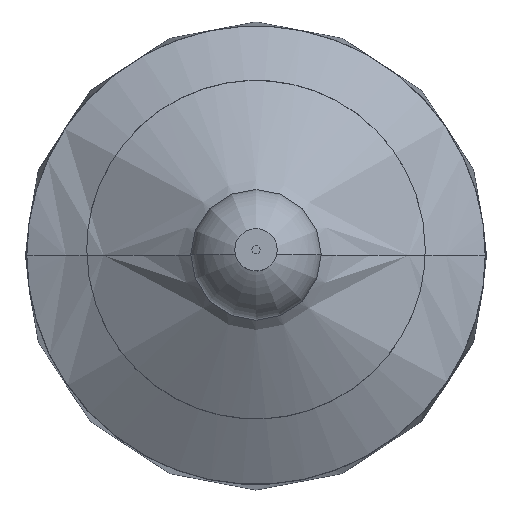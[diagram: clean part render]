
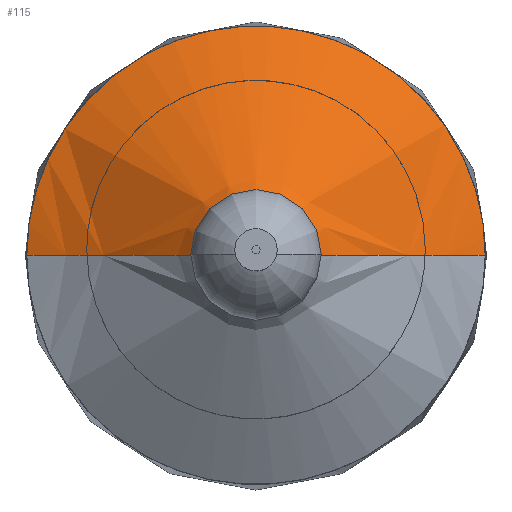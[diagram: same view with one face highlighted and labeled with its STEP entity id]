
A CAD part, top view. The second image highlights one B-rep face of the part: STEP entity #115.
In plain terms, the highlighted free-form (B-spline) face has degree [3, 2] with [7, 5] control points.
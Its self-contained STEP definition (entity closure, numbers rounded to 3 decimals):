
#30=(
BOUNDED_SURFACE()
B_SPLINE_SURFACE(3,2,((#2101,#2102,#2103,#2104,#2105),(#2106,#2107,#2108,
#2109,#2110),(#2111,#2112,#2113,#2114,#2115),(#2116,#2117,#2118,#2119,#2120),
(#2121,#2122,#2123,#2124,#2125),(#2126,#2127,#2128,#2129,#2130),(#2131,
#2132,#2133,#2134,#2135)),.UNSPECIFIED.,.F.,.F.,.F.)
B_SPLINE_SURFACE_WITH_KNOTS((4,1,1,1,4),(3,2,3),(0.,5.695,26.528,
57.368,340.244),(0.,12.728,25.457),
 .UNSPECIFIED.)
GEOMETRIC_REPRESENTATION_ITEM()
RATIONAL_B_SPLINE_SURFACE(((1.,0.707,1.,0.707,1.),
(1.,0.707,1.,0.707,1.),(1.,0.707,1.,
0.707,1.),(1.,0.707,1.,0.707,1.),(1.,
0.707,1.,0.707,1.),(1.,0.707,1.,0.707,
1.),(1.,0.707,1.,0.707,1.)))
REPRESENTATION_ITEM('')
SURFACE()
);
#115=ADVANCED_FACE('',(#148),#30,.T.);
#148=FACE_OUTER_BOUND('',#181,.T.);
#181=EDGE_LOOP('',(#263,#264,#265,#266));
#263=ORIENTED_EDGE('',*,*,#361,.F.);
#264=ORIENTED_EDGE('',*,*,#362,.T.);
#265=ORIENTED_EDGE('',*,*,#366,.F.);
#266=ORIENTED_EDGE('',*,*,#364,.F.);
#361=EDGE_CURVE('',#523,#525,#467,.T.);
#362=EDGE_CURVE('',#523,#524,#468,.T.);
#364=EDGE_CURVE('',#525,#526,#470,.T.);
#366=EDGE_CURVE('',#526,#524,#472,.T.);
#467=(
BOUNDED_CURVE()
B_SPLINE_CURVE(2,(#2175,#2176,#2177,#2178,#2179),.UNSPECIFIED.,.F.,.F.)
B_SPLINE_CURVE_WITH_KNOTS((3,2,3),(0.,12.728,25.457),
 .UNSPECIFIED.)
CURVE()
GEOMETRIC_REPRESENTATION_ITEM()
RATIONAL_B_SPLINE_CURVE((1.,0.707,1.,0.707,1.))
REPRESENTATION_ITEM('')
);
#468=(
BOUNDED_CURVE()
B_SPLINE_CURVE(3,(#2180,#2181,#2182,#2183,#2184,#2185,#2186),
 .UNSPECIFIED.,.F.,.F.)
B_SPLINE_CURVE_WITH_KNOTS((4,1,1,1,4),(0.,5.695,26.528,
57.368,340.244),.UNSPECIFIED.)
CURVE()
GEOMETRIC_REPRESENTATION_ITEM()
RATIONAL_B_SPLINE_CURVE((1.,1.,1.,1.,1.,1.,1.))
REPRESENTATION_ITEM('')
);
#470=(
BOUNDED_CURVE()
B_SPLINE_CURVE(3,(#2192,#2193,#2194,#2195,#2196,#2197,#2198),
 .UNSPECIFIED.,.F.,.F.)
B_SPLINE_CURVE_WITH_KNOTS((4,1,1,1,4),(0.,5.695,26.528,
57.368,340.244),.UNSPECIFIED.)
CURVE()
GEOMETRIC_REPRESENTATION_ITEM()
RATIONAL_B_SPLINE_CURVE((1.,1.,1.,1.,1.,1.,1.))
REPRESENTATION_ITEM('')
);
#472=(
BOUNDED_CURVE()
B_SPLINE_CURVE(2,(#2204,#2205,#2206,#2207,#2208),.UNSPECIFIED.,.F.,.F.)
B_SPLINE_CURVE_WITH_KNOTS((3,2,3),(-25.457,-12.728,
0.),.UNSPECIFIED.)
CURVE()
GEOMETRIC_REPRESENTATION_ITEM()
RATIONAL_B_SPLINE_CURVE((1.,0.707,1.,0.707,1.))
REPRESENTATION_ITEM('')
);
#523=VERTEX_POINT('',#2171);
#524=VERTEX_POINT('',#2172);
#525=VERTEX_POINT('',#2173);
#526=VERTEX_POINT('',#2174);
#2101=CARTESIAN_POINT('',(-907.64,0.,1121.732));
#2102=CARTESIAN_POINT('',(-907.64,12.672,1121.732));
#2103=CARTESIAN_POINT('',(-920.312,12.672,1121.732));
#2104=CARTESIAN_POINT('',(-932.983,12.672,1121.732));
#2105=CARTESIAN_POINT('',(-932.983,0.,1121.732));
#2106=CARTESIAN_POINT('',(-907.643,0.,1121.45));
#2107=CARTESIAN_POINT('',(-907.643,12.668,1121.45));
#2108=CARTESIAN_POINT('',(-920.312,12.668,1121.45));
#2109=CARTESIAN_POINT('',(-932.98,12.668,1121.45));
#2110=CARTESIAN_POINT('',(-932.98,0.,1121.45));
#2111=CARTESIAN_POINT('',(-907.559,0.,1120.114));
#2112=CARTESIAN_POINT('',(-907.559,12.752,1120.114));
#2113=CARTESIAN_POINT('',(-920.312,12.752,1120.114));
#2114=CARTESIAN_POINT('',(-933.064,12.752,1120.114));
#2115=CARTESIAN_POINT('',(-933.064,0.,1120.114));
#2116=CARTESIAN_POINT('',(-905.606,0.,1117.792));
#2117=CARTESIAN_POINT('',(-905.606,14.706,1117.792));
#2118=CARTESIAN_POINT('',(-920.312,14.706,1117.792));
#2119=CARTESIAN_POINT('',(-935.017,14.706,1117.792));
#2120=CARTESIAN_POINT('',(-935.017,0.,1117.792));
#2121=CARTESIAN_POINT('',(-893.633,0.,1106.731));
#2122=CARTESIAN_POINT('',(-893.633,26.679,1106.731));
#2123=CARTESIAN_POINT('',(-920.312,26.679,1106.731));
#2124=CARTESIAN_POINT('',(-946.99,26.679,1106.731));
#2125=CARTESIAN_POINT('',(-946.99,0.,1106.731));
#2126=CARTESIAN_POINT('',(-879.498,0.,1098.45));
#2127=CARTESIAN_POINT('',(-879.498,40.814,1098.45));
#2128=CARTESIAN_POINT('',(-920.312,40.814,1098.45));
#2129=CARTESIAN_POINT('',(-961.125,40.814,1098.45));
#2130=CARTESIAN_POINT('',(-961.125,0.,1098.45));
#2131=CARTESIAN_POINT('',(-866.16,0.,1094.139));
#2132=CARTESIAN_POINT('',(-866.16,54.152,1094.139));
#2133=CARTESIAN_POINT('',(-920.312,54.152,1094.139));
#2134=CARTESIAN_POINT('',(-974.463,54.152,1094.139));
#2135=CARTESIAN_POINT('',(-974.463,0.,1094.139));
#2171=CARTESIAN_POINT('',(-907.64,0.,1121.732));
#2172=CARTESIAN_POINT('',(-866.16,0.,1094.139));
#2173=CARTESIAN_POINT('',(-932.983,0.,1121.732));
#2174=CARTESIAN_POINT('',(-974.463,0.,1094.139));
#2175=CARTESIAN_POINT('',(-907.64,0.,1121.732));
#2176=CARTESIAN_POINT('',(-907.64,12.672,1121.732));
#2177=CARTESIAN_POINT('',(-920.312,12.672,1121.732));
#2178=CARTESIAN_POINT('',(-932.983,12.672,1121.732));
#2179=CARTESIAN_POINT('',(-932.983,0.,1121.732));
#2180=CARTESIAN_POINT('',(-907.64,0.,1121.732));
#2181=CARTESIAN_POINT('',(-907.643,0.,1121.45));
#2182=CARTESIAN_POINT('',(-907.559,0.,1120.114));
#2183=CARTESIAN_POINT('',(-905.606,0.,1117.792));
#2184=CARTESIAN_POINT('',(-893.633,0.,1106.731));
#2185=CARTESIAN_POINT('',(-879.498,0.,1098.45));
#2186=CARTESIAN_POINT('',(-866.16,0.,1094.139));
#2192=CARTESIAN_POINT('',(-932.983,0.,1121.732));
#2193=CARTESIAN_POINT('',(-932.98,0.,1121.45));
#2194=CARTESIAN_POINT('',(-933.064,0.,1120.114));
#2195=CARTESIAN_POINT('',(-935.017,0.,1117.792));
#2196=CARTESIAN_POINT('',(-946.99,0.,1106.731));
#2197=CARTESIAN_POINT('',(-961.125,0.,1098.45));
#2198=CARTESIAN_POINT('',(-974.463,0.,1094.139));
#2204=CARTESIAN_POINT('',(-974.463,0.,1094.139));
#2205=CARTESIAN_POINT('',(-974.463,54.152,1094.139));
#2206=CARTESIAN_POINT('',(-920.312,54.152,1094.139));
#2207=CARTESIAN_POINT('',(-866.16,54.152,1094.139));
#2208=CARTESIAN_POINT('',(-866.16,0.,1094.139));
